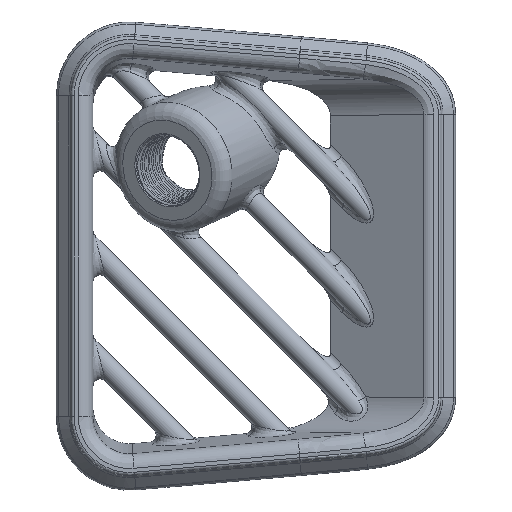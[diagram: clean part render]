
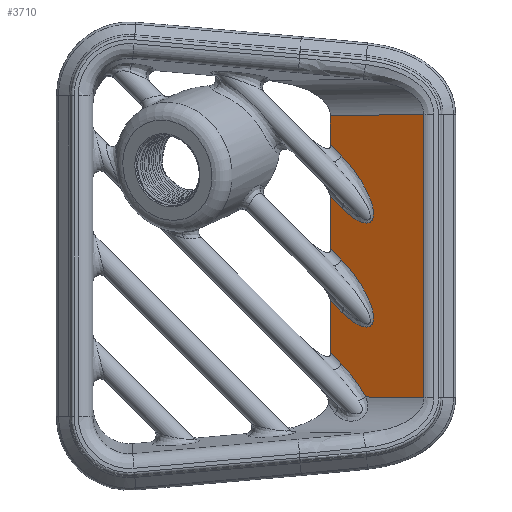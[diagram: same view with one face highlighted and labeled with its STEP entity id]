
A CAD part, top view. The second image highlights one B-rep face of the part: STEP entity #3710.
In plain terms, the highlighted planar face has unit normal (-0.5, 0, 0.866).
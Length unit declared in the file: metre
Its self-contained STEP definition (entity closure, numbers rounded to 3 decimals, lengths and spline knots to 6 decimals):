
#147=LINE('',#9107,#321);
#148=LINE('',#9110,#322);
#149=LINE('',#9112,#323);
#150=LINE('',#9116,#324);
#151=LINE('',#9118,#325);
#152=LINE('',#9120,#326);
#153=LINE('',#9124,#327);
#154=LINE('',#9126,#328);
#155=LINE('',#9128,#329);
#156=LINE('',#9132,#330);
#157=LINE('',#9134,#331);
#321=VECTOR('',#4418,1.);
#322=VECTOR('',#4419,1.);
#323=VECTOR('',#4420,1.);
#324=VECTOR('',#4423,1.);
#325=VECTOR('',#4424,1.);
#326=VECTOR('',#4425,1.);
#327=VECTOR('',#4428,1.);
#328=VECTOR('',#4429,1.);
#329=VECTOR('',#4430,1.);
#330=VECTOR('',#4433,1.);
#331=VECTOR('',#4434,1.);
#464=ELLIPSE('',#4014,0.007071,0.0025);
#465=ELLIPSE('',#4015,0.007071,0.0025);
#466=ELLIPSE('',#4016,0.007071,0.0025);
#552=PLANE('',#4013);
#1181=ORIENTED_EDGE('',*,*,#2355,.T.);
#1182=ORIENTED_EDGE('',*,*,#2356,.T.);
#1183=ORIENTED_EDGE('',*,*,#2357,.T.);
#1184=ORIENTED_EDGE('',*,*,#2358,.T.);
#1185=ORIENTED_EDGE('',*,*,#2359,.T.);
#1186=ORIENTED_EDGE('',*,*,#2360,.T.);
#1187=ORIENTED_EDGE('',*,*,#2361,.T.);
#1188=ORIENTED_EDGE('',*,*,#2362,.T.);
#1189=ORIENTED_EDGE('',*,*,#2363,.T.);
#1190=ORIENTED_EDGE('',*,*,#2364,.T.);
#1191=ORIENTED_EDGE('',*,*,#2365,.T.);
#1192=ORIENTED_EDGE('',*,*,#2366,.T.);
#1193=ORIENTED_EDGE('',*,*,#2367,.T.);
#1194=ORIENTED_EDGE('',*,*,#2368,.T.);
#2355=EDGE_CURVE('',#2934,#2935,#147,.T.);
#2356=EDGE_CURVE('',#2935,#2936,#148,.T.);
#2357=EDGE_CURVE('',#2936,#2937,#149,.T.);
#2358=EDGE_CURVE('',#2937,#2938,#464,.F.);
#2359=EDGE_CURVE('',#2938,#2939,#150,.T.);
#2360=EDGE_CURVE('',#2939,#2940,#151,.T.);
#2361=EDGE_CURVE('',#2940,#2941,#152,.T.);
#2362=EDGE_CURVE('',#2941,#2942,#465,.F.);
#2363=EDGE_CURVE('',#2942,#2943,#153,.T.);
#2364=EDGE_CURVE('',#2943,#2944,#154,.T.);
#2365=EDGE_CURVE('',#2944,#2945,#155,.T.);
#2366=EDGE_CURVE('',#2945,#2946,#466,.F.);
#2367=EDGE_CURVE('',#2946,#2947,#156,.T.);
#2368=EDGE_CURVE('',#2947,#2934,#157,.T.);
#2934=VERTEX_POINT('',#9108);
#2935=VERTEX_POINT('',#9109);
#2936=VERTEX_POINT('',#9111);
#2937=VERTEX_POINT('',#9113);
#2938=VERTEX_POINT('',#9115);
#2939=VERTEX_POINT('',#9117);
#2940=VERTEX_POINT('',#9119);
#2941=VERTEX_POINT('',#9121);
#2942=VERTEX_POINT('',#9123);
#2943=VERTEX_POINT('',#9125);
#2944=VERTEX_POINT('',#9127);
#2945=VERTEX_POINT('',#9129);
#2946=VERTEX_POINT('',#9131);
#2947=VERTEX_POINT('',#9133);
#3134=EDGE_LOOP('',(#1181,#1182,#1183,#1184,#1185,#1186,#1187,#1188,#1189,
#1190,#1191,#1192,#1193,#1194));
#3395=FACE_BOUND('',#3134,.T.);
#3710=ADVANCED_FACE('',(#3395),#552,.T.);
#4013=AXIS2_PLACEMENT_3D('',#9106,#4416,#4417);
#4014=AXIS2_PLACEMENT_3D('',#9114,#4421,#4422);
#4015=AXIS2_PLACEMENT_3D('',#9122,#4426,#4427);
#4016=AXIS2_PLACEMENT_3D('',#9130,#4431,#4432);
#4416=DIRECTION('',(-0.5,0.,0.866));
#4417=DIRECTION('',(0.,-1.,0.));
#4418=DIRECTION('',(-0.866,-0.013,-0.5));
#4419=DIRECTION('',(0.,-1.,0.));
#4420=DIRECTION('',(0.655,-0.655,0.378));
#4421=DIRECTION('',(-0.5,0.,0.866));
#4422=DIRECTION('',(0.567,-0.756,0.327));
#4423=DIRECTION('',(-0.655,0.655,-0.378));
#4424=DIRECTION('',(0.,-1.,0.));
#4425=DIRECTION('',(0.655,-0.655,0.378));
#4426=DIRECTION('',(-0.5,0.,0.866));
#4427=DIRECTION('',(0.567,-0.756,0.327));
#4428=DIRECTION('',(-0.655,0.655,-0.378));
#4429=DIRECTION('',(0.,-1.,0.));
#4430=DIRECTION('',(0.655,-0.655,0.378));
#4431=DIRECTION('',(-0.5,0.,0.866));
#4432=DIRECTION('',(0.567,-0.756,0.327));
#4433=DIRECTION('',(0.866,-0.013,0.5));
#4434=DIRECTION('',(0.,1.,0.));
#9106=CARTESIAN_POINT('',(0.002084,-0.022288,0.));
#9107=CARTESIAN_POINT('',(0.002129,0.019062,0.000026));
#9108=CARTESIAN_POINT('',(0.016083,0.019267,0.008083));
#9109=CARTESIAN_POINT('',(0.003376,0.01908,0.000746));
#9110=CARTESIAN_POINT('',(0.003376,0.016441,0.000746));
#9111=CARTESIAN_POINT('',(0.003376,0.015148,0.000746));
#9112=CARTESIAN_POINT('',(0.018682,-0.000157,0.009583));
#9113=CARTESIAN_POINT('',(0.004914,0.013611,0.001634));
#9114=CARTESIAN_POINT('',(0.004914,0.010075,0.001634));
#9115=CARTESIAN_POINT('',(0.004914,0.00654,0.001634));
#9116=CARTESIAN_POINT('',(0.015651,-0.004198,0.007833));
#9117=CARTESIAN_POINT('',(0.003376,0.008077,0.000746));
#9118=CARTESIAN_POINT('',(0.003376,0.002299,0.000746));
#9119=CARTESIAN_POINT('',(0.003376,0.001006,0.000746));
#9120=CARTESIAN_POINT('',(0.012621,-0.008238,0.006084));
#9121=CARTESIAN_POINT('',(0.004914,-0.000531,0.001634));
#9122=CARTESIAN_POINT('',(0.004914,-0.004067,0.001634));
#9123=CARTESIAN_POINT('',(0.004914,-0.007602,0.001634));
#9124=CARTESIAN_POINT('',(0.00959,-0.012279,0.004334));
#9125=CARTESIAN_POINT('',(0.003376,-0.006065,0.000746));
#9126=CARTESIAN_POINT('',(0.003376,-0.011843,0.000746));
#9127=CARTESIAN_POINT('',(0.003376,-0.013136,0.000746));
#9128=CARTESIAN_POINT('',(0.00656,-0.016319,0.002584));
#9129=CARTESIAN_POINT('',(0.004914,-0.014673,0.001634));
#9130=CARTESIAN_POINT('',(0.004914,-0.018209,0.001634));
#9131=CARTESIAN_POINT('',(0.008178,-0.019151,0.003519));
#9132=CARTESIAN_POINT('',(0.016764,-0.019277,0.008476));
#9133=CARTESIAN_POINT('',(0.016083,-0.019267,0.008083));
#9134=CARTESIAN_POINT('',(0.016083,-0.022288,0.008083));
